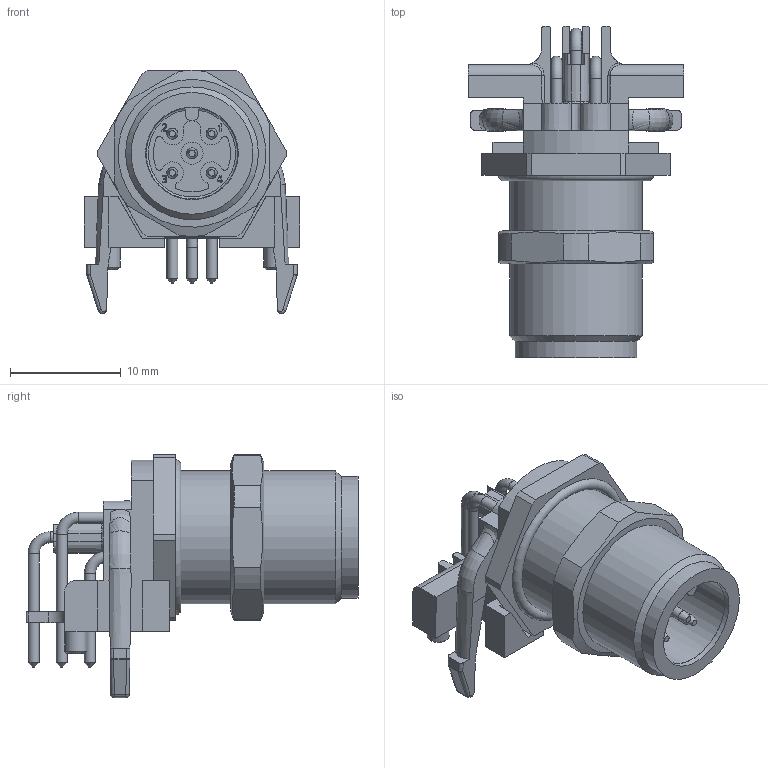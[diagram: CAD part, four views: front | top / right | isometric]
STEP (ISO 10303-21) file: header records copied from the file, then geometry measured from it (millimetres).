
FILE_DESCRIPTION(/* description */ (''),/* implementation_level */ '2;1');
FILE_NAME(/* name */ 'EC-WFSF5-P_12.stp',/* time_stamp */ '2016-02-12T08:42:53+01:00',/* author */ (''),/* organization */ (''),/* preprocessor_version */ 'ST-DEVELOPER v16',/* originating_system */ 'SIEMENS PLM Software NX 10.0',/* authorisation */ '');
FILE_SCHEMA (('AUTOMOTIVE_DESIGN { 1 0 10303 214 3 1 1 1 }'));
Length unit declared in the file: millimetre
Products named in the file (1): EC-WFSF5-P_12
Bounding box: 19.5 x 30 x 21.99 mm (x, y, z)
Volume: 2840.5 mm3; surface area: 2859 mm2
Topology: 1 solids, 1 shells, 395 faces, 1050 edges, 673 vertices
Faces by surface type: plane 169, cylinder 102, extrusion 45, cone 30, torus 22, bspline 17, sphere 8, revolution 2
Full cylindrical faces by diameter (mm): 1 x16, 2 x3, 2.1 x4, 11 x1, 12 x2
Entity records: 12963 total; most frequent: CARTESIAN_POINT 3683, ORIENTED_EDGE 1940, DIRECTION 1803, EDGE_CURVE 970, VERTEX_POINT 647, AXIS2_PLACEMENT_3D 630, VECTOR 541, LINE 496
